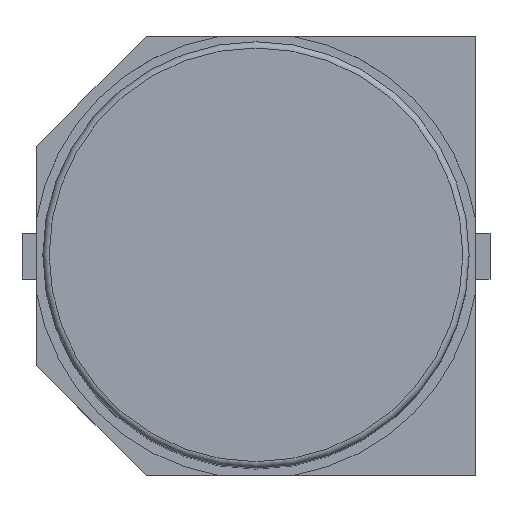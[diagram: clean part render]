
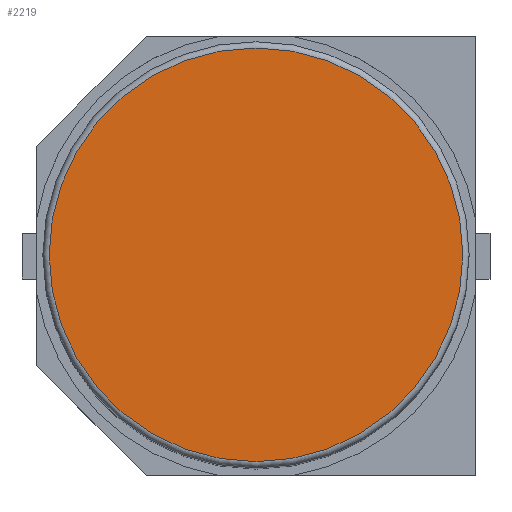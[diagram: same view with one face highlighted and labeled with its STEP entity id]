
A CAD part, top view. The second image highlights one B-rep face of the part: STEP entity #2219.
In plain terms, the highlighted planar face has unit normal (0, 0, 1).
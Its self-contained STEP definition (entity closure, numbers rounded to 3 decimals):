
#2068 = TOROIDAL_SURFACE('',#2069,4.95,0.15);
#2069 = AXIS2_PLACEMENT_3D('',#2070,#2071,#2072);
#2070 = CARTESIAN_POINT('',(0.,0.,16.85));
#2071 = DIRECTION('',(0.,0.,1.));
#2072 = DIRECTION('',(1.,0.,-0.));
#2166 = VERTEX_POINT('',#2167);
#2167 = CARTESIAN_POINT('',(4.95,0.,17.));
#2189 = EDGE_CURVE('',#2166,#2166,#2190,.T.);
#2190 = SURFACE_CURVE('',#2191,(#2196,#2203),.PCURVE_S1.);
#2191 = CIRCLE('',#2192,4.95);
#2192 = AXIS2_PLACEMENT_3D('',#2193,#2194,#2195);
#2193 = CARTESIAN_POINT('',(0.,0.,17.));
#2194 = DIRECTION('',(0.,0.,1.));
#2195 = DIRECTION('',(1.,0.,-0.));
#2196 = PCURVE('',#2068,#2197);
#2197 = DEFINITIONAL_REPRESENTATION('',(#2198),#2202);
#2198 = LINE('',#2199,#2200);
#2199 = CARTESIAN_POINT('',(0.,1.571));
#2200 = VECTOR('',#2201,1.);
#2201 = DIRECTION('',(1.,0.));
#2202 = ( GEOMETRIC_REPRESENTATION_CONTEXT(2) 
PARAMETRIC_REPRESENTATION_CONTEXT() REPRESENTATION_CONTEXT('2D SPACE',''
  ) );
#2203 = PCURVE('',#2204,#2209);
#2204 = PLANE('',#2205);
#2205 = AXIS2_PLACEMENT_3D('',#2206,#2207,#2208);
#2206 = CARTESIAN_POINT('',(0.,0.,17.));
#2207 = DIRECTION('',(0.,0.,1.));
#2208 = DIRECTION('',(1.,0.,0.));
#2209 = DEFINITIONAL_REPRESENTATION('',(#2210),#2214);
#2210 = CIRCLE('',#2211,4.95);
#2211 = AXIS2_PLACEMENT_2D('',#2212,#2213);
#2212 = CARTESIAN_POINT('',(0.,0.));
#2213 = DIRECTION('',(1.,0.));
#2214 = ( GEOMETRIC_REPRESENTATION_CONTEXT(2) 
PARAMETRIC_REPRESENTATION_CONTEXT() REPRESENTATION_CONTEXT('2D SPACE',''
  ) );
#2219 = ADVANCED_FACE('',(#2220),#2204,.T.);
#2220 = FACE_BOUND('',#2221,.T.);
#2221 = EDGE_LOOP('',(#2222));
#2222 = ORIENTED_EDGE('',*,*,#2189,.T.);
